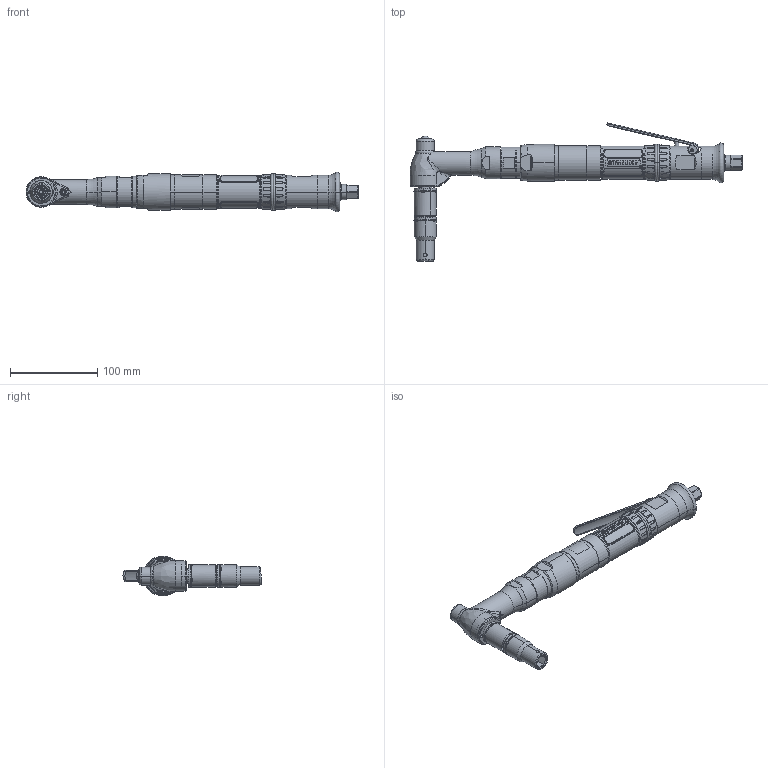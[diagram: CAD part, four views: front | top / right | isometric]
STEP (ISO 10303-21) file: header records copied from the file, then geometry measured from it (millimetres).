
FILE_DESCRIPTION((''),'2;1');
FILE_NAME('AA23LH18V2-28A','2011-03-17T',('DMG0713'),(''),'PRO/ENGINEER BY PARAMETRIC TECHNOLOGY CORPORATION, 2009460','PRO/ENGINEER BY PARAMETRIC TECHNOLOGY CORPORATION, 2009460','');
FILE_SCHEMA(('CONFIG_CONTROL_DESIGN'));
Products named in the file (1): AA23LH18V2-28A
Bounding box: 380.21 x 158.06 x 45.42 mm (x, y, z)
Surface area: 110434.6 mm2 (no closed solid volume)
Topology: 0 solids, 120 shells, 714 faces, 3539 edges, 2777 vertices
Faces by surface type: cylinder 320, plane 191, bspline 82, cone 78, torus 39, sphere 4
Entity records: 61072 total; most frequent: CARTESIAN_POINT 35937, ORIENTED_EDGE 4897, DIRECTION 4535, EDGE_CURVE 3537, VERTEX_POINT 2777, AXIS2_PLACEMENT_3D 1747, B_SPLINE_CURVE_WITH_KNOTS 1381, CIRCLE 1115
